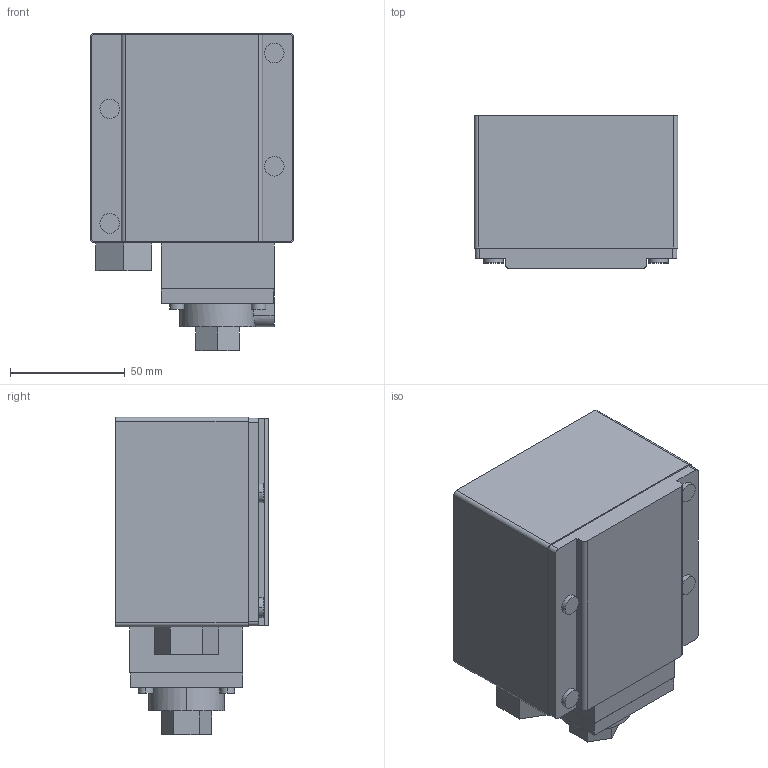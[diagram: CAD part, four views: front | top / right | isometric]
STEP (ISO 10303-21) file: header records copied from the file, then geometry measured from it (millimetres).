
FILE_DESCRIPTION(('STEP AP242'),'1');
FILE_NAME('9012gbw1.stp','2021-09-27T17:21:48',('TraceParts'),('TraceParts S.A.'),'Spatial InterOp 3D',' ',' ');
FILE_SCHEMA(('AP242_MANAGED_MODEL_BASED_3D_ENGINEERING_MIM_LF {1 0 10303 442 1 1 4}'));
Length unit declared in the file: millimetre
Products named in the file (1): 9012gbw1
Bounding box: 88.9 x 66.8 x 138.43 mm (x, y, z)
Volume: 601184.1 mm3; surface area: 53141.2 mm2
Topology: 1 solids, 1 shells, 115 faces, 267 edges, 175 vertices
Faces by surface type: plane 60, cylinder 43, cone 12
Entity records: 4248 total; most frequent: DIRECTION 598, CARTESIAN_POINT 576, ORIENTED_EDGE 534, EDGE_CURVE 267, AXIS2_PLACEMENT_3D 217, VERTEX_POINT 175, LINE 164, VECTOR 164
